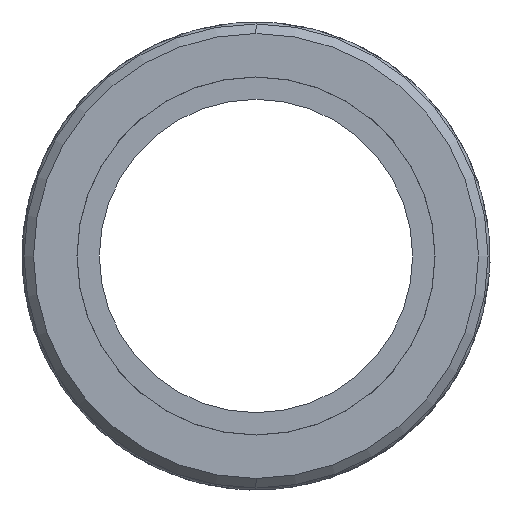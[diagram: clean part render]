
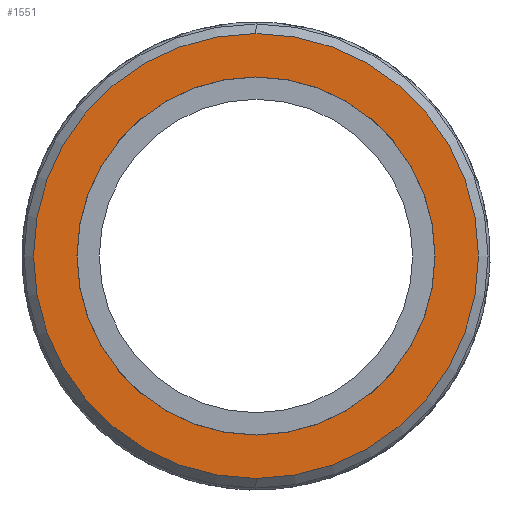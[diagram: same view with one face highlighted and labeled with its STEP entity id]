
A CAD part, front view. The second image highlights one B-rep face of the part: STEP entity #1551.
In plain terms, the highlighted planar face has unit normal (0, -1, 0).
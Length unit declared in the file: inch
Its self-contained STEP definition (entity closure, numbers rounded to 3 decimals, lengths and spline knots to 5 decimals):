
#140 = CIRCLE ( 'NONE', #2419, 1.3985 ) ;
#212 = DIRECTION ( 'NONE',  ( 0., -1., 0. ) ) ;
#222 = AXIS2_PLACEMENT_3D ( 'NONE', #2242, #3139, #2203 ) ;
#438 = VERTEX_POINT ( 'NONE', #2962 ) ;
#524 = ORIENTED_EDGE ( 'NONE', *, *, #1003, .T. ) ;
#554 = EDGE_CURVE ( 'NONE', #2293, #438, #2461, .T. ) ;
#616 = VERTEX_POINT ( 'NONE', #3514 ) ;
#758 = VERTEX_POINT ( 'NONE', #2934 ) ;
#784 = DIRECTION ( 'NONE',  ( 0., -1., 0. ) ) ;
#1003 = EDGE_CURVE ( 'NONE', #758, #616, #2035, .T. ) ;
#1462 = FACE_OUTER_BOUND ( 'NONE', #3156, .T. ) ;
#1496 = CARTESIAN_POINT ( 'NONE',  ( 0., -1.75, -1.1245 ) ) ;
#1532 = AXIS2_PLACEMENT_3D ( 'NONE', #2609, #784, #1705 ) ;
#1551 = ADVANCED_FACE ( 'NONE', ( #1462, #2029 ), #1772, .T. ) ;
#1705 = DIRECTION ( 'NONE',  ( 0., 0., -1. ) ) ;
#1772 = PLANE ( 'NONE',  #3133 ) ;
#1826 = CARTESIAN_POINT ( 'NONE',  ( 0., -1.75, 0. ) ) ;
#1949 = CIRCLE ( 'NONE', #222, 1.1245 ) ;
#2029 = FACE_BOUND ( 'NONE', #3820, .T. ) ;
#2035 = CIRCLE ( 'NONE', #1532, 1.3985 ) ;
#2067 = ORIENTED_EDGE ( 'NONE', *, *, #2140, .T. ) ;
#2140 = EDGE_CURVE ( 'NONE', #616, #758, #140, .T. ) ;
#2203 = DIRECTION ( 'NONE',  ( 0., 0., -1. ) ) ;
#2242 = CARTESIAN_POINT ( 'NONE',  ( 0., -1.75, 0. ) ) ;
#2293 = VERTEX_POINT ( 'NONE', #1496 ) ;
#2419 = AXIS2_PLACEMENT_3D ( 'NONE', #1826, #3327, #3042 ) ;
#2461 = CIRCLE ( 'NONE', #2597, 1.1245 ) ;
#2597 = AXIS2_PLACEMENT_3D ( 'NONE', #2650, #212, #3837 ) ;
#2609 = CARTESIAN_POINT ( 'NONE',  ( 0., -1.75, 0. ) ) ;
#2618 = DIRECTION ( 'NONE',  ( 0., 0., -1. ) ) ;
#2628 = EDGE_CURVE ( 'NONE', #438, #2293, #1949, .T. ) ;
#2650 = CARTESIAN_POINT ( 'NONE',  ( 0., -1.75, 0. ) ) ;
#2771 = ORIENTED_EDGE ( 'NONE', *, *, #2628, .F. ) ;
#2898 = CARTESIAN_POINT ( 'NONE',  ( 1.3985, -1.75, 0. ) ) ;
#2934 = CARTESIAN_POINT ( 'NONE',  ( 0., -1.75, -1.3985 ) ) ;
#2962 = CARTESIAN_POINT ( 'NONE',  ( 0., -1.75, 1.1245 ) ) ;
#3042 = DIRECTION ( 'NONE',  ( 0., 0., -1. ) ) ;
#3133 = AXIS2_PLACEMENT_3D ( 'NONE', #2898, #3567, #2618 ) ;
#3139 = DIRECTION ( 'NONE',  ( 0., -1., 0. ) ) ;
#3156 = EDGE_LOOP ( 'NONE', ( #2067, #524 ) ) ;
#3327 = DIRECTION ( 'NONE',  ( 0., -1., 0. ) ) ;
#3514 = CARTESIAN_POINT ( 'NONE',  ( 0., -1.75, 1.3985 ) ) ;
#3567 = DIRECTION ( 'NONE',  ( 0., -1., 0. ) ) ;
#3820 = EDGE_LOOP ( 'NONE', ( #3861, #2771 ) ) ;
#3837 = DIRECTION ( 'NONE',  ( 0., 0., -1. ) ) ;
#3861 = ORIENTED_EDGE ( 'NONE', *, *, #554, .F. ) ;
